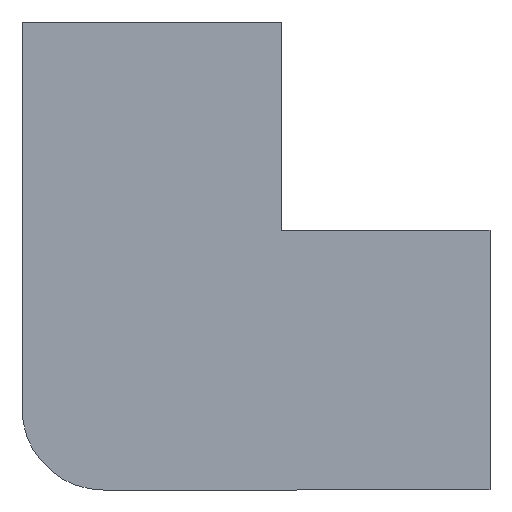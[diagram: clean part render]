
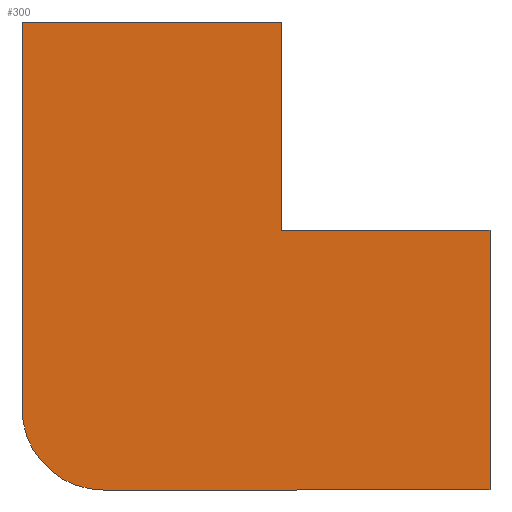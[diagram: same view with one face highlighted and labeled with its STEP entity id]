
A CAD part, left-side view. The second image highlights one B-rep face of the part: STEP entity #300.
In plain terms, the highlighted planar face has unit normal (-1, 0, 0).
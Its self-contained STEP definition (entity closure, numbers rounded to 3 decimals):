
#50 = VERTEX_POINT ( 'NONE', #246 ) ;
#51 = EDGE_CURVE ( 'NONE', #335, #115, #288, .T. ) ;
#53 = CARTESIAN_POINT ( 'NONE',  ( -16.45, -3.15, 28.75 ) ) ;
#66 = DIRECTION ( 'NONE',  ( 0., 0., -1. ) ) ;
#71 = DIRECTION ( 'NONE',  ( 0., 0., -1. ) ) ;
#75 = DIRECTION ( 'NONE',  ( 0., 0., 1. ) ) ;
#87 = VERTEX_POINT ( 'NONE', #324 ) ;
#93 = VECTOR ( 'NONE', #140, 1000. ) ;
#115 = VERTEX_POINT ( 'NONE', #364 ) ;
#117 = LINE ( 'NONE', #143, #93 ) ;
#120 = CARTESIAN_POINT ( 'NONE',  ( -16.45, -28.75, 3.15 ) ) ;
#121 = LINE ( 'NONE', #247, #476 ) ;
#127 = EDGE_CURVE ( 'NONE', #407, #302, #224, .T. ) ;
#136 = LINE ( 'NONE', #160, #385 ) ;
#140 = DIRECTION ( 'NONE',  ( 0., -1., 0. ) ) ;
#143 = CARTESIAN_POINT ( 'NONE',  ( -16.45, -28.75, 3.15 ) ) ;
#152 = CARTESIAN_POINT ( 'NONE',  ( -16.45, -3.15, 3.15 ) ) ;
#160 = CARTESIAN_POINT ( 'NONE',  ( -16.45, 28.75, 28.75 ) ) ;
#162 = AXIS2_PLACEMENT_3D ( 'NONE', #453, #395, #394 ) ;
#166 = EDGE_CURVE ( 'NONE', #87, #407, #136, .T. ) ;
#203 = CARTESIAN_POINT ( 'NONE',  ( -16.45, 28.75, 28.75 ) ) ;
#224 = LINE ( 'NONE', #382, #234 ) ;
#234 = VECTOR ( 'NONE', #450, 1000. ) ;
#246 = CARTESIAN_POINT ( 'NONE',  ( -16.45, 18.75, -28.75 ) ) ;
#247 = CARTESIAN_POINT ( 'NONE',  ( -16.45, 18.75, -28.75 ) ) ;
#250 = ORIENTED_EDGE ( 'NONE', *, *, #384, .F. ) ;
#252 = EDGE_CURVE ( 'NONE', #50, #87, #508, .T. ) ;
#259 = DIRECTION ( 'NONE',  ( 0., 1., 0. ) ) ;
#261 = FACE_OUTER_BOUND ( 'NONE', #489, .T. ) ;
#288 = LINE ( 'NONE', #120, #299 ) ;
#299 = VECTOR ( 'NONE', #71, 1000. ) ;
#300 = ADVANCED_FACE ( 'NONE', ( #261 ), #408, .F. ) ;
#302 = VERTEX_POINT ( 'NONE', #400 ) ;
#324 = CARTESIAN_POINT ( 'NONE',  ( -16.45, 28.75, -18.75 ) ) ;
#335 = VERTEX_POINT ( 'NONE', #341 ) ;
#341 = CARTESIAN_POINT ( 'NONE',  ( -16.45, -28.75, 3.15 ) ) ;
#352 = LINE ( 'NONE', #53, #514 ) ;
#364 = CARTESIAN_POINT ( 'NONE',  ( -16.45, -28.75, -28.75 ) ) ;
#382 = CARTESIAN_POINT ( 'NONE',  ( -16.45, 28.75, 28.75 ) ) ;
#384 = EDGE_CURVE ( 'NONE', #115, #50, #121, .T. ) ;
#385 = VECTOR ( 'NONE', #75, 1000. ) ;
#394 = DIRECTION ( 'NONE',  ( 0., 0., -1. ) ) ;
#395 = DIRECTION ( 'NONE',  ( 1., 0., 0. ) ) ;
#400 = CARTESIAN_POINT ( 'NONE',  ( -16.45, -3.15, 28.75 ) ) ;
#407 = VERTEX_POINT ( 'NONE', #203 ) ;
#408 = PLANE ( 'NONE',  #162 ) ;
#412 = ORIENTED_EDGE ( 'NONE', *, *, #536, .F. ) ;
#420 = ORIENTED_EDGE ( 'NONE', *, *, #51, .F. ) ;
#428 = ORIENTED_EDGE ( 'NONE', *, *, #447, .F. ) ;
#437 = VERTEX_POINT ( 'NONE', #152 ) ;
#447 = EDGE_CURVE ( 'NONE', #437, #335, #117, .T. ) ;
#450 = DIRECTION ( 'NONE',  ( 0., -1., 0. ) ) ;
#453 = CARTESIAN_POINT ( 'NONE',  ( -16.45, 18.75, -18.75 ) ) ;
#457 = DIRECTION ( 'NONE',  ( 0., 0., -1. ) ) ;
#458 = ORIENTED_EDGE ( 'NONE', *, *, #252, .F. ) ;
#459 = DIRECTION ( 'NONE',  ( 1., 0., 0. ) ) ;
#460 = CARTESIAN_POINT ( 'NONE',  ( -16.45, 18.75, -18.75 ) ) ;
#476 = VECTOR ( 'NONE', #259, 1000. ) ;
#484 = ORIENTED_EDGE ( 'NONE', *, *, #127, .F. ) ;
#489 = EDGE_LOOP ( 'NONE', ( #420, #428, #412, #484, #493, #458, #250 ) ) ;
#493 = ORIENTED_EDGE ( 'NONE', *, *, #166, .F. ) ;
#508 = CIRCLE ( 'NONE', #515, 10. ) ;
#514 = VECTOR ( 'NONE', #66, 1000. ) ;
#515 = AXIS2_PLACEMENT_3D ( 'NONE', #460, #459, #457 ) ;
#536 = EDGE_CURVE ( 'NONE', #302, #437, #352, .T. ) ;
